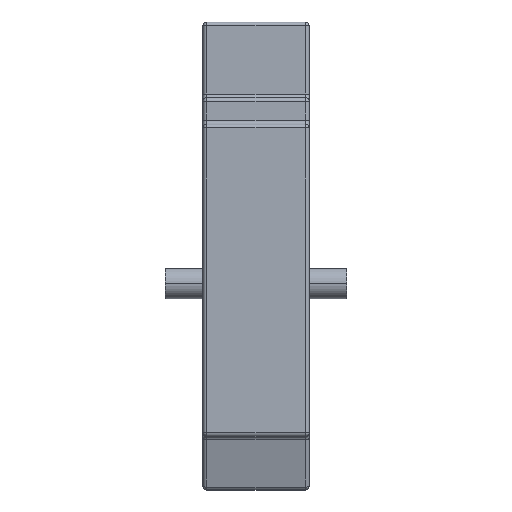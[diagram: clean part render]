
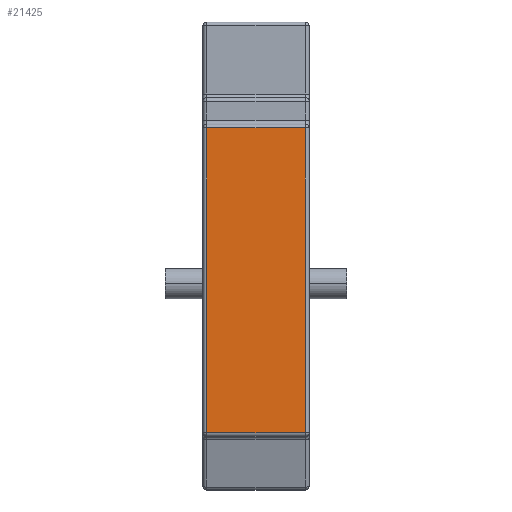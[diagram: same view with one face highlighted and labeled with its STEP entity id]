
A CAD part, top view. The second image highlights one B-rep face of the part: STEP entity #21425.
In plain terms, the highlighted planar face has unit normal (0, 0, 1).
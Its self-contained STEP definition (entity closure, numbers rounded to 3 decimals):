
#555 = CARTESIAN_POINT ( 'NONE',  ( 7., -20.11, 26.9 ) ) ;
#981 = ORIENTED_EDGE ( 'NONE', *, *, #1919, .T. ) ;
#1078 = DIRECTION ( 'NONE',  ( -1., 0., 0. ) ) ;
#1219 = VERTEX_POINT ( 'NONE', #17414 ) ;
#1362 = LINE ( 'NONE', #6947, #24932 ) ;
#1849 = CARTESIAN_POINT ( 'NONE',  ( -6.5, -20.11, 26.9 ) ) ;
#1919 = EDGE_CURVE ( 'NONE', #5431, #1219, #9352, .T. ) ;
#1925 = VECTOR ( 'NONE', #10715, 1000. ) ;
#2082 = VECTOR ( 'NONE', #16452, 1000. ) ;
#3698 = DIRECTION ( 'NONE',  ( 0., 0., -1. ) ) ;
#4251 = ORIENTED_EDGE ( 'NONE', *, *, #16191, .T. ) ;
#5112 = CARTESIAN_POINT ( 'NONE',  ( 6.5, 20.11, 26.9 ) ) ;
#5431 = VERTEX_POINT ( 'NONE', #5112 ) ;
#5788 = FACE_OUTER_BOUND ( 'NONE', #23265, .T. ) ;
#5938 = CARTESIAN_POINT ( 'NONE',  ( 6.5, -20.11, 26.9 ) ) ;
#6263 = EDGE_CURVE ( 'NONE', #15035, #19224, #21469, .T. ) ;
#6947 = CARTESIAN_POINT ( 'NONE',  ( -6.5, -20.61, 26.9 ) ) ;
#9352 = LINE ( 'NONE', #24049, #23096 ) ;
#9620 = CARTESIAN_POINT ( 'NONE',  ( 6.5, -20.61, 26.9 ) ) ;
#10587 = ORIENTED_EDGE ( 'NONE', *, *, #6263, .T. ) ;
#10715 = DIRECTION ( 'NONE',  ( 1., 0., 0. ) ) ;
#12111 = DIRECTION ( 'NONE',  ( -1., 0., 0. ) ) ;
#14164 = PLANE ( 'NONE',  #26759 ) ;
#15035 = VERTEX_POINT ( 'NONE', #1849 ) ;
#16191 = EDGE_CURVE ( 'NONE', #19224, #5431, #26652, .T. ) ;
#16452 = DIRECTION ( 'NONE',  ( 0., 1., 0. ) ) ;
#16466 = ORIENTED_EDGE ( 'NONE', *, *, #23267, .T. ) ;
#17414 = CARTESIAN_POINT ( 'NONE',  ( -6.5, 20.11, 26.9 ) ) ;
#19224 = VERTEX_POINT ( 'NONE', #5938 ) ;
#19347 = DIRECTION ( 'NONE',  ( 0., -1., 0. ) ) ;
#21425 = ADVANCED_FACE ( 'NONE', ( #5788 ), #14164, .F. ) ;
#21469 = LINE ( 'NONE', #555, #1925 ) ;
#22570 = CARTESIAN_POINT ( 'NONE',  ( 7., -20.61, 26.9 ) ) ;
#23096 = VECTOR ( 'NONE', #1078, 1000. ) ;
#23265 = EDGE_LOOP ( 'NONE', ( #981, #16466, #10587, #4251 ) ) ;
#23267 = EDGE_CURVE ( 'NONE', #1219, #15035, #1362, .T. ) ;
#24049 = CARTESIAN_POINT ( 'NONE',  ( 7., 20.11, 26.9 ) ) ;
#24932 = VECTOR ( 'NONE', #19347, 1000. ) ;
#26652 = LINE ( 'NONE', #9620, #2082 ) ;
#26759 = AXIS2_PLACEMENT_3D ( 'NONE', #22570, #3698, #12111 ) ;
